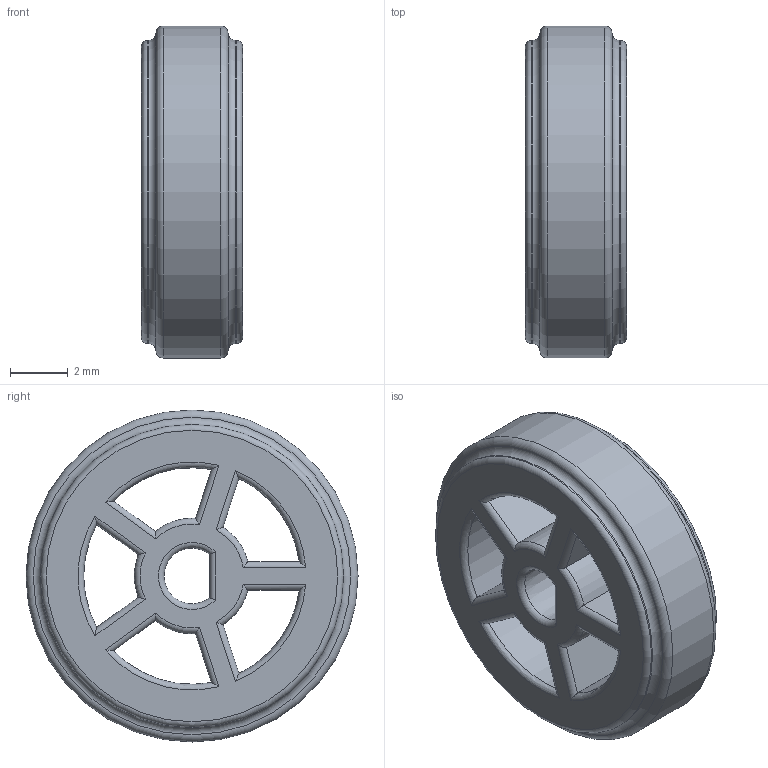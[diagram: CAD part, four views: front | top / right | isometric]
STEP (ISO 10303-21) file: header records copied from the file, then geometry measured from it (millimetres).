
FILE_DESCRIPTION(/* description */ (''),/* implementation_level */ '2;1');
FILE_NAME(/* name */ 'wheel.step',/* time_stamp */ '2024-10-14T16:45:12-05:00',/* author */ (''),/* organization */ (''),/* preprocessor_version */ 'ST-DEVELOPER v20',/* originating_system */ 'Autodesk Translation Framework v13.20.0.188',/* authorisation */ '');
FILE_SCHEMA (('AUTOMOTIVE_DESIGN { 1 0 10303 214 3 1 1 }'));
Length unit declared in the file: millimetre
Products named in the file (2): Rover; wheel
Assembly tree (1 placements, depth 2):
  Rover
    wheel
Bounding box: 3.5 x 11.5 x 11.5 mm (x, y, z)
Volume: 254.8 mm3; surface area: 426.2 mm2
Topology: 1 solids, 1 shells, 81 faces, 190 edges, 112 vertices
Faces by surface type: cylinder 36, torus 30, plane 14, cone 1
Full cylindrical faces by diameter (mm): 0.5 x1, 10.5 x2, 11.5 x1
Entity records: 2847 total; most frequent: CARTESIAN_POINT 962, DIRECTION 388, ORIENTED_EDGE 380, EDGE_CURVE 190, AXIS2_PLACEMENT_3D 160, VERTEX_POINT 112, EDGE_LOOP 94, FACE_OUTER_BOUND 81
